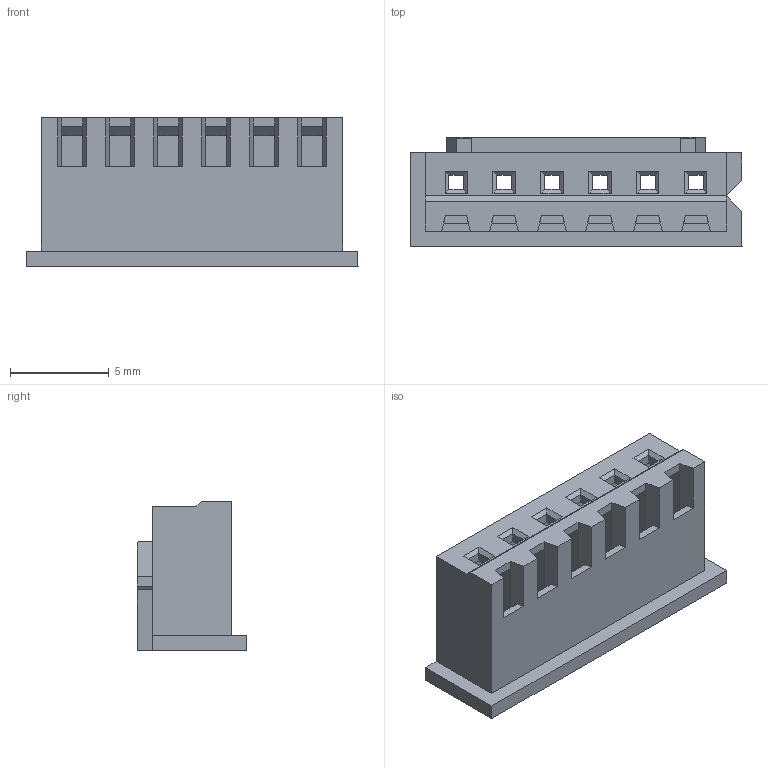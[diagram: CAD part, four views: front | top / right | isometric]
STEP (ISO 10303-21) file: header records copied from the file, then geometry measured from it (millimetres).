
FILE_DESCRIPTION( ('This file contains a STEP AP42 implementation' ,'as created by ZW3D STEP Interface translator.') ,'2;1' );
FILE_NAME( 'WF2501-HXXW01.stp' ,'23 425.103750', (''), ('ZWCAD Software Co.'), 'Version 1.0', 'ZW3D to STEP translator', '' );
FILE_SCHEMA(('AUTOMOTIVE_DESIGN { 1 0 10303 214 1 1 1 1 }'));
Length unit declared in the file: millimetre
Products named in the file (2): 0; WF2501-H06W01
Bounding box: 16.79 x 5.53 x 7.52 mm (x, y, z)
Volume: 239.9 mm3; surface area: 867.5 mm2
Topology: 1 solids, 1 shells, 242 faces, 652 edges, 406 vertices
Faces by surface type: plane 242
Entity records: 7712 total; most frequent: CARTESIAN_POINT 1553, ORIENTED_EDGE 1304, DIRECTION 1054, EDGE_CURVE 652, VECTOR 568, LINE 568, VERTEX_POINT 406, EDGE_LOOP 260
